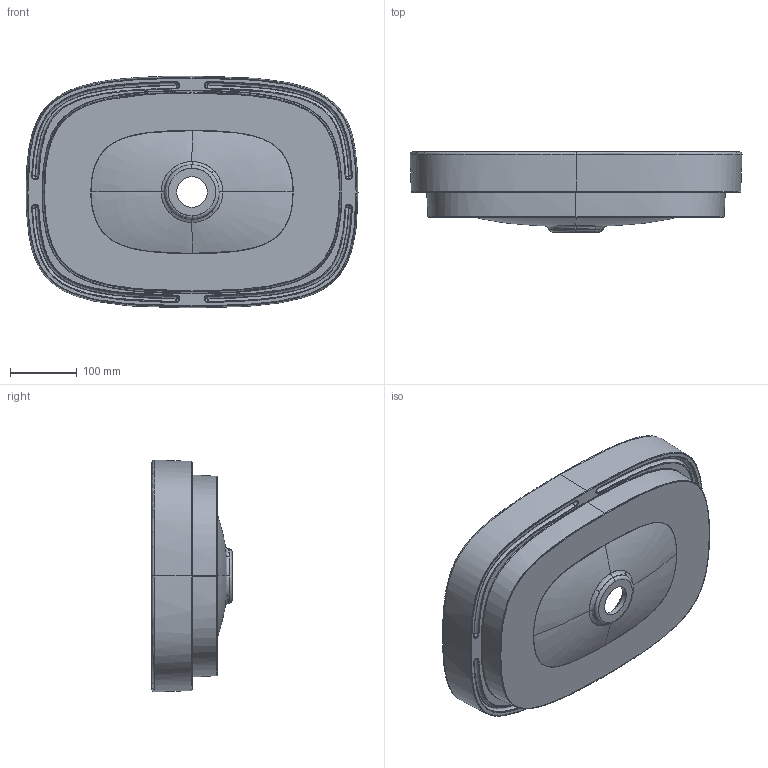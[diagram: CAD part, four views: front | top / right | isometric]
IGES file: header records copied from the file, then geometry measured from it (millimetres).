
Start section: SolidWorks IGES file using analytic representation for surfaces
Global section: file name: SBY120.IGS; native system: SolidWorks 2014; preprocessor: SolidWorks 2014; author: ricbru01; date: 170110.155227; units: millimetre
Bounding box: 497.06 x 120 x 347.06 mm (x, y, z)
Surface area: 497553.1 mm2 (no closed solid volume)
Topology: 0 solids, 0 shells, 145 faces, 2088 edges, 2087 vertices
Faces by surface type: bspline 122, revolution 23
